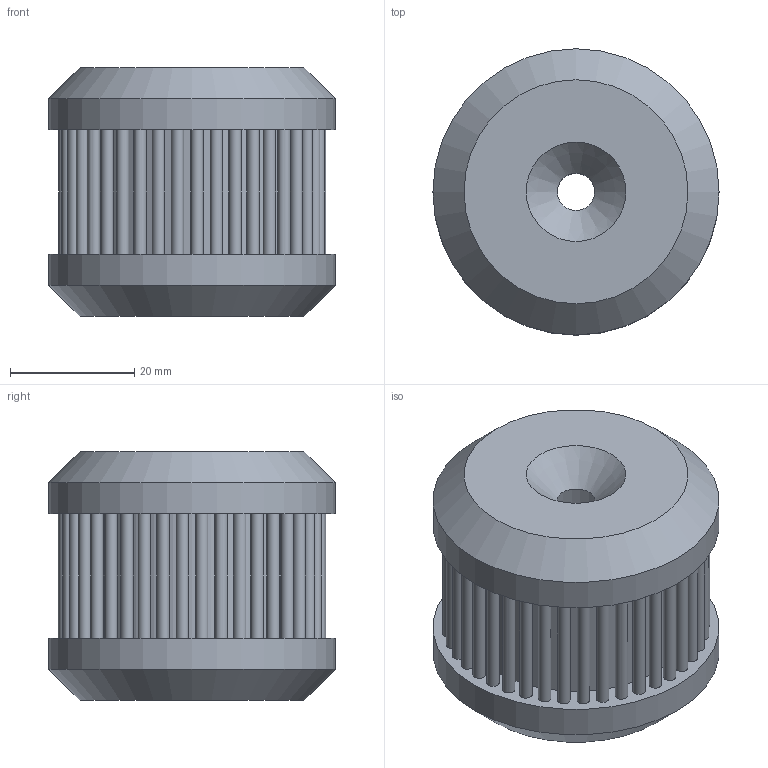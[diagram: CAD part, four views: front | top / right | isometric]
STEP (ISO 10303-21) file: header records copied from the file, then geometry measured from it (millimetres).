
FILE_DESCRIPTION(/* description */ (''),/* implementation_level */ '2;1');
FILE_NAME(/* name */ 'Exercise - 96.step',/* time_stamp */ '2025-12-13T16:25:12+05:30',/* author */ (''),/* organization */ (''),/* preprocessor_version */ 'ST-DEVELOPER v20.1',/* originating_system */ 'Autodesk Translation Framework v14.21.0.0',/* authorisation */ '');
FILE_SCHEMA (('AUTOMOTIVE_DESIGN { 1 0 10303 214 3 1 1 }'));
Length unit declared in the file: millimetre
Products named in the file (1): Exercise - 96
Bounding box: 46 x 46 x 40 mm (x, y, z)
Volume: 45773 mm3; surface area: 15687.2 mm2
Topology: 1 solids, 1 shells, 55 faces, 145 edges, 96 vertices
Faces by surface type: cylinder 45, plane 6, cone 4
Full cylindrical faces by diameter (mm): 2 x41, 16 x1, 36 x1, 46 x2
Entity records: 1960 total; most frequent: DIRECTION 353, CARTESIAN_POINT 297, ORIENTED_EDGE 290, AXIS2_PLACEMENT_3D 152, EDGE_CURVE 145, EDGE_LOOP 143, CIRCLE 96, VERTEX_POINT 96
